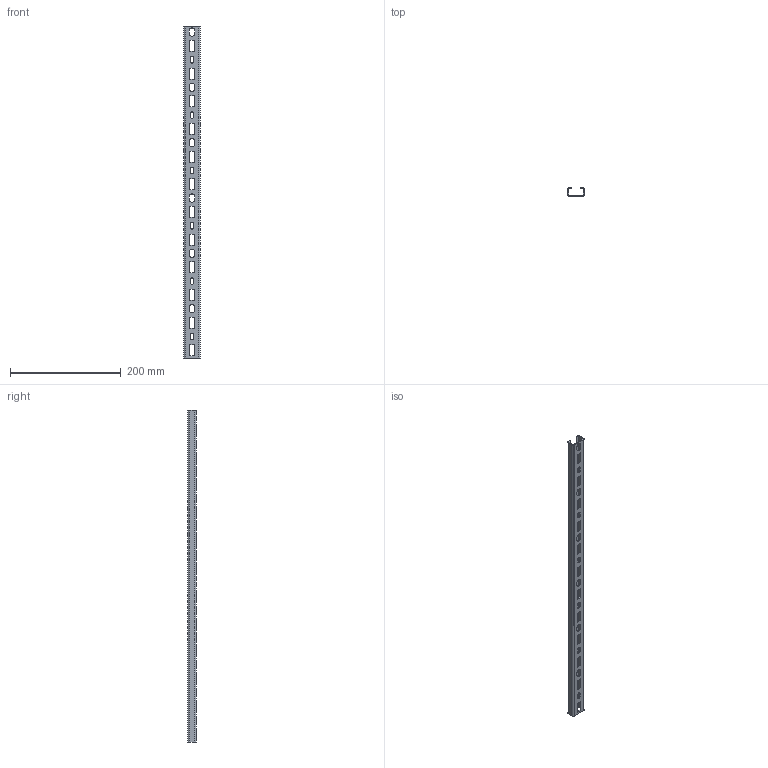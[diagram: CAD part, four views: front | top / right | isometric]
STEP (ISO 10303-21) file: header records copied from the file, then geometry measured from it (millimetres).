
FILE_DESCRIPTION (( 'STEP AP214' ), '1' );
FILE_NAME ('1109820.STEP', '2026-01-30T12:15:27', ( '' ), ( '' ), 'SwSTEP 2.0', 'SolidWorks 2024', '' );
FILE_SCHEMA (( 'AUTOMOTIVE_DESIGN' ));
Length unit declared in the file: millimetre
Products named in the file (1): 1109820
Bounding box: 30 x 15 x 600 mm (x, y, z)
Volume: 51607.6 mm3; surface area: 75582.9 mm2
Topology: 1 solids, 1 shells, 142 faces, 404 edges, 264 vertices
Faces by surface type: plane 102, cylinder 40
Entity records: 4699 total; most frequent: CARTESIAN_POINT 811, ORIENTED_EDGE 808, DIRECTION 770, EDGE_CURVE 404, LINE 324, VECTOR 324, VERTEX_POINT 264, AXIS2_PLACEMENT_3D 223
